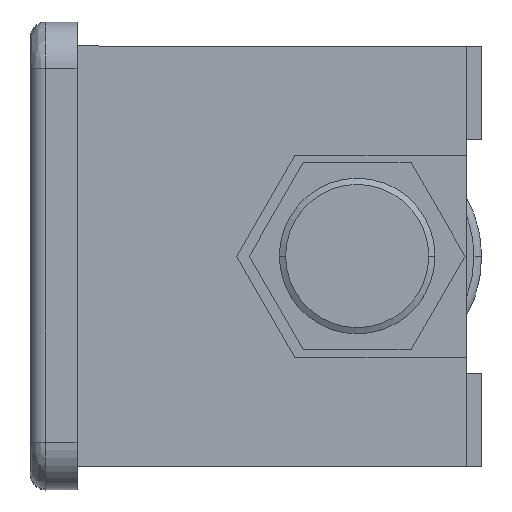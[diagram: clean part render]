
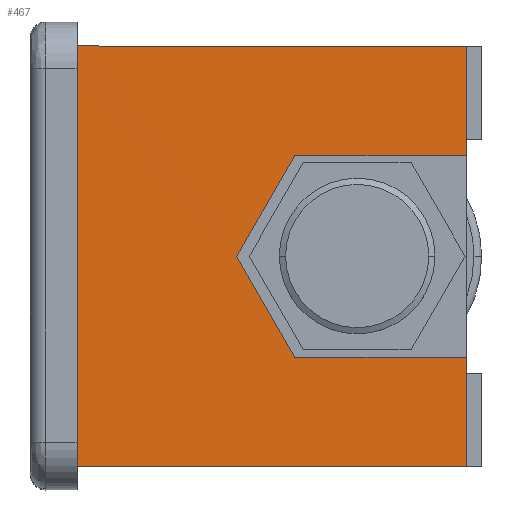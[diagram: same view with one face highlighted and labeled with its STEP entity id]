
A CAD part, top view. The second image highlights one B-rep face of the part: STEP entity #467.
In plain terms, the highlighted planar face has unit normal (0.019, 0, 1).
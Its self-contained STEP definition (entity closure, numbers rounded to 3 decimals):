
#38 = CARTESIAN_POINT ( 'NONE',  ( 10.25, 0., -4.716 ) ) ;
#50 = VERTEX_POINT ( 'NONE', #2198 ) ;
#58 = DIRECTION ( 'NONE',  ( 1., 0., -0.019 ) ) ;
#67 = ORIENTED_EDGE ( 'NONE', *, *, #909, .T. ) ;
#84 = CARTESIAN_POINT ( 'NONE',  ( 26.3, 14.85, -5.025 ) ) ;
#106 = EDGE_CURVE ( 'NONE', #205, #1737, #1759, .T. ) ;
#111 = VECTOR ( 'NONE', #1348, 1000. ) ;
#124 = CARTESIAN_POINT ( 'NONE',  ( 25., 13.5, -5. ) ) ;
#144 = EDGE_CURVE ( 'NONE', #50, #1237, #992, .T. ) ;
#147 = LINE ( 'NONE', #1482, #2332 ) ;
#205 = VERTEX_POINT ( 'NONE', #2168 ) ;
#268 = CARTESIAN_POINT ( 'NONE',  ( -0.333, 13.5, -4.513 ) ) ;
#301 = EDGE_CURVE ( 'NONE', #1237, #334, #308, .T. ) ;
#308 = LINE ( 'NONE', #606, #1054 ) ;
#334 = VERTEX_POINT ( 'NONE', #1739 ) ;
#353 = ORIENTED_EDGE ( 'NONE', *, *, #301, .T. ) ;
#382 = VECTOR ( 'NONE', #739, 1000. ) ;
#399 = EDGE_CURVE ( 'NONE', #578, #2310, #818, .T. ) ;
#467 = ADVANCED_FACE ( 'NONE', ( #549 ), #1602, .T. ) ;
#540 = CARTESIAN_POINT ( 'NONE',  ( 10.25, 0., -4.716 ) ) ;
#546 = VERTEX_POINT ( 'NONE', #1143 ) ;
#549 = FACE_OUTER_BOUND ( 'NONE', #2820, .T. ) ;
#558 = CARTESIAN_POINT ( 'NONE',  ( 0., -13.5, -4.51 ) ) ;
#561 = ORIENTED_EDGE ( 'NONE', *, *, #106, .T. ) ;
#578 = VERTEX_POINT ( 'NONE', #540 ) ;
#579 = DIRECTION ( 'NONE',  ( -0.5, 0.866, 0.01 ) ) ;
#606 = CARTESIAN_POINT ( 'NONE',  ( 25., 13.5, -5. ) ) ;
#632 = DIRECTION ( 'NONE',  ( -1., 0., 0.019 ) ) ;
#650 = ORIENTED_EDGE ( 'NONE', *, *, #144, .T. ) ;
#689 = LINE ( 'NONE', #2022, #111 ) ;
#706 = CARTESIAN_POINT ( 'NONE',  ( 0., 13.5, -4.51 ) ) ;
#709 = EDGE_CURVE ( 'NONE', #2310, #50, #147, .T. ) ;
#715 = DIRECTION ( 'NONE',  ( 0.019, 0., 1. ) ) ;
#739 = DIRECTION ( 'NONE',  ( -1., 0., 0.019 ) ) ;
#747 = ORIENTED_EDGE ( 'NONE', *, *, #709, .T. ) ;
#818 = LINE ( 'NONE', #38, #1307 ) ;
#827 = ORIENTED_EDGE ( 'NONE', *, *, #399, .T. ) ;
#844 = EDGE_CURVE ( 'NONE', #1864, #2730, #2419, .T. ) ;
#877 = CARTESIAN_POINT ( 'NONE',  ( 25., -13.5, -5. ) ) ;
#909 = EDGE_CURVE ( 'NONE', #1414, #1864, #689, .T. ) ;
#911 = DIRECTION ( 'NONE',  ( 0.5, 0.866, -0.01 ) ) ;
#946 = CARTESIAN_POINT ( 'NONE',  ( 25., -13.5, -5. ) ) ;
#987 = AXIS2_PLACEMENT_3D ( 'NONE', #84, #715, #58 ) ;
#989 = CARTESIAN_POINT ( 'NONE',  ( -0.667, -13.5, -4.506 ) ) ;
#992 = LINE ( 'NONE', #1370, #1312 ) ;
#1054 = VECTOR ( 'NONE', #632, 1000. ) ;
#1099 = ORIENTED_EDGE ( 'NONE', *, *, #2357, .T. ) ;
#1127 = EDGE_CURVE ( 'NONE', #1737, #546, #1980, .T. ) ;
#1143 = CARTESIAN_POINT ( 'NONE',  ( 0., -13.5, -4.51 ) ) ;
#1158 = CARTESIAN_POINT ( 'NONE',  ( -1., -13.5, -4.5 ) ) ;
#1237 = VERTEX_POINT ( 'NONE', #124 ) ;
#1279 = DIRECTION ( 'NONE',  ( 1., 0., -0.019 ) ) ;
#1307 = VECTOR ( 'NONE', #911, 1000. ) ;
#1312 = VECTOR ( 'NONE', #2678, 1000. ) ;
#1348 = DIRECTION ( 'NONE',  ( 0., 1., 0. ) ) ;
#1368 = ORIENTED_EDGE ( 'NONE', *, *, #2216, .T. ) ;
#1370 = CARTESIAN_POINT ( 'NONE',  ( 25., 14.85, -5. ) ) ;
#1396 = CARTESIAN_POINT ( 'NONE',  ( -0.667, 13.5, -4.506 ) ) ;
#1405 = CARTESIAN_POINT ( 'NONE',  ( -1., -13.5, -4.5 ) ) ;
#1414 = VERTEX_POINT ( 'NONE', #877 ) ;
#1455 = LINE ( 'NONE', #946, #382 ) ;
#1479 = CARTESIAN_POINT ( 'NONE',  ( 25., -6.495, -5. ) ) ;
#1482 = CARTESIAN_POINT ( 'NONE',  ( 26.3, 6.495, -5.025 ) ) ;
#1602 = PLANE ( 'NONE',  #987 ) ;
#1617 = VECTOR ( 'NONE', #2420, 1000. ) ;
#1679 = VECTOR ( 'NONE', #2034, 1000. ) ;
#1699 = VECTOR ( 'NONE', #579, 1000. ) ;
#1737 = VERTEX_POINT ( 'NONE', #2266 ) ;
#1739 = CARTESIAN_POINT ( 'NONE',  ( 0., 13.5, -4.51 ) ) ;
#1759 = LINE ( 'NONE', #1158, #1679 ) ;
#1864 = VERTEX_POINT ( 'NONE', #1479 ) ;
#1916 = CARTESIAN_POINT ( 'NONE',  ( 14., -6.495, -4.788 ) ) ;
#1919 = ORIENTED_EDGE ( 'NONE', *, *, #844, .T. ) ;
#1971 = ORIENTED_EDGE ( 'NONE', *, *, #2614, .F. ) ;
#1980 = B_SPLINE_CURVE_WITH_KNOTS ( 'NONE', 3,
 ( #1405, #989, #2766, #558 ),
 .UNSPECIFIED., .F., .F.,
 ( 4, 4 ),
 ( 0., 1. ),
 .UNSPECIFIED. ) ;
#1994 = LINE ( 'NONE', #1916, #1699 ) ;
#2022 = CARTESIAN_POINT ( 'NONE',  ( 25., 14.85, -5. ) ) ;
#2034 = DIRECTION ( 'NONE',  ( 0., -1., 0. ) ) ;
#2049 = CARTESIAN_POINT ( 'NONE',  ( -1., 13.5, -4.5 ) ) ;
#2156 = ORIENTED_EDGE ( 'NONE', *, *, #1127, .T. ) ;
#2168 = CARTESIAN_POINT ( 'NONE',  ( -1., 13.5, -4.5 ) ) ;
#2195 = B_SPLINE_CURVE_WITH_KNOTS ( 'NONE', 3,
 ( #706, #268, #1396, #2049 ),
 .UNSPECIFIED., .F., .F.,
 ( 4, 4 ),
 ( 0., 1. ),
 .UNSPECIFIED. ) ;
#2198 = CARTESIAN_POINT ( 'NONE',  ( 25., 6.495, -5. ) ) ;
#2216 = EDGE_CURVE ( 'NONE', #2730, #578, #1994, .T. ) ;
#2221 = CARTESIAN_POINT ( 'NONE',  ( 14., 6.495, -4.788 ) ) ;
#2266 = CARTESIAN_POINT ( 'NONE',  ( -1., -13.5, -4.5 ) ) ;
#2310 = VERTEX_POINT ( 'NONE', #2221 ) ;
#2332 = VECTOR ( 'NONE', #1279, 1000. ) ;
#2357 = EDGE_CURVE ( 'NONE', #334, #205, #2195, .T. ) ;
#2408 = CARTESIAN_POINT ( 'NONE',  ( 26.3, -6.495, -5.025 ) ) ;
#2419 = LINE ( 'NONE', #2408, #1617 ) ;
#2420 = DIRECTION ( 'NONE',  ( -1., 0., 0.019 ) ) ;
#2459 = CARTESIAN_POINT ( 'NONE',  ( 14., -6.495, -4.788 ) ) ;
#2614 = EDGE_CURVE ( 'NONE', #1414, #546, #1455, .T. ) ;
#2678 = DIRECTION ( 'NONE',  ( 0., 1., 0. ) ) ;
#2730 = VERTEX_POINT ( 'NONE', #2459 ) ;
#2766 = CARTESIAN_POINT ( 'NONE',  ( -0.333, -13.5, -4.513 ) ) ;
#2820 = EDGE_LOOP ( 'NONE', ( #827, #747, #650, #353, #1099, #561, #2156, #1971, #67, #1919, #1368 ) ) ;
